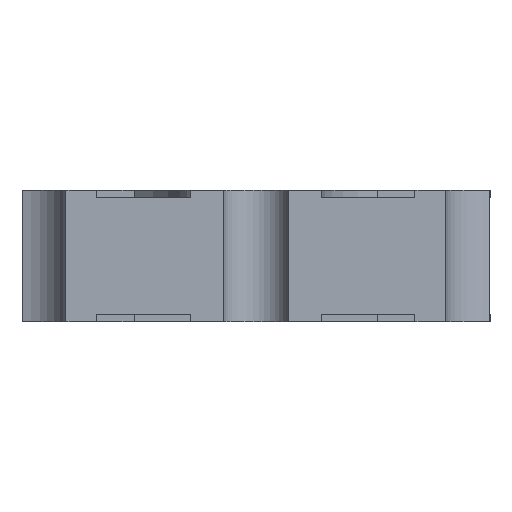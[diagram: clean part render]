
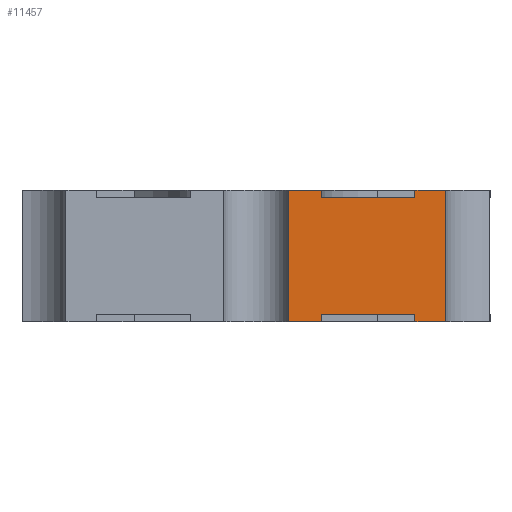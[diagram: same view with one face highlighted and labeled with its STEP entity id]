
A CAD part, left-side view. The second image highlights one B-rep face of the part: STEP entity #11457.
In plain terms, the highlighted planar face has unit normal (-1, 0, 0).
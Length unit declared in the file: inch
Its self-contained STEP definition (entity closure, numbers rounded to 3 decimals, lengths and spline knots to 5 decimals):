
#8 = CARTESIAN_POINT ( 'NONE',  ( -0.1, -0.0086, 0.07884 ) ) ;
#56 = ORIENTED_EDGE ( 'NONE', *, *, #2195, .T. ) ;
#132 = LINE ( 'NONE', #12616, #7515 ) ;
#267 = EDGE_CURVE ( 'NONE', #12108, #4582, #11543, .T. ) ;
#307 = ORIENTED_EDGE ( 'NONE', *, *, #8906, .T. ) ;
#588 = LINE ( 'NONE', #10878, #14406 ) ;
#665 = EDGE_CURVE ( 'NONE', #1588, #7380, #11381, .T. ) ;
#872 = DIRECTION ( 'NONE',  ( 0., -1., 0. ) ) ;
#957 = VECTOR ( 'NONE', #872, 39.37008 ) ;
#1393 = LINE ( 'NONE', #9547, #14592 ) ;
#1588 = VERTEX_POINT ( 'NONE', #12591 ) ;
#1977 = VERTEX_POINT ( 'NONE', #6746 ) ;
#2070 = CARTESIAN_POINT ( 'NONE',  ( -0.1, -0.0086, 0.035 ) ) ;
#2156 = DIRECTION ( 'NONE',  ( 0., 0., -1. ) ) ;
#2195 = EDGE_CURVE ( 'NONE', #4582, #8149, #3940, .T. ) ;
#2266 = CARTESIAN_POINT ( 'NONE',  ( -0.1, -0.04245, 0.002 ) ) ;
#2545 = ORIENTED_EDGE ( 'NONE', *, *, #665, .T. ) ;
#3134 = VERTEX_POINT ( 'NONE', #7948 ) ;
#3159 = DIRECTION ( 'NONE',  ( 0., 0., 1. ) ) ;
#3170 = DIRECTION ( 'NONE',  ( 0., 0., -1. ) ) ;
#3218 = CARTESIAN_POINT ( 'NONE',  ( -0.1, 0., 0.033 ) ) ;
#3467 = VECTOR ( 'NONE', #9249, 39.37008 ) ;
#3479 = DIRECTION ( 'NONE',  ( 0., 0., -1. ) ) ;
#3605 = ORIENTED_EDGE ( 'NONE', *, *, #7632, .T. ) ;
#3752 = CARTESIAN_POINT ( 'NONE',  ( -0.1, 0., 0. ) ) ;
#3820 = DIRECTION ( 'NONE',  ( 0., 1., 0. ) ) ;
#3940 = LINE ( 'NONE', #8555, #10003 ) ;
#4018 = EDGE_CURVE ( 'NONE', #3134, #1588, #132, .T. ) ;
#4057 = DIRECTION ( 'NONE',  ( 0., -1., 0. ) ) ;
#4180 = ORIENTED_EDGE ( 'NONE', *, *, #7334, .T. ) ;
#4273 = PLANE ( 'NONE',  #10096 ) ;
#4300 = VERTEX_POINT ( 'NONE', #5342 ) ;
#4302 = LINE ( 'NONE', #2266, #12956 ) ;
#4347 = FACE_OUTER_BOUND ( 'NONE', #13039, .T. ) ;
#4582 = VERTEX_POINT ( 'NONE', #7066 ) ;
#4589 = DIRECTION ( 'NONE',  ( 0., 0., 1. ) ) ;
#4884 = LINE ( 'NONE', #3752, #11828 ) ;
#5304 = VERTEX_POINT ( 'NONE', #12149 ) ;
#5342 = CARTESIAN_POINT ( 'NONE',  ( -0.1, -0.01745, 0.035 ) ) ;
#5547 = CARTESIAN_POINT ( 'NONE',  ( -0.1, -0.01745, 0.002 ) ) ;
#5997 = DIRECTION ( 'NONE',  ( 0., 0., -1. ) ) ;
#6503 = ORIENTED_EDGE ( 'NONE', *, *, #10275, .F. ) ;
#6566 = CARTESIAN_POINT ( 'NONE',  ( -0.1, -0.04245, 0.035 ) ) ;
#6746 = CARTESIAN_POINT ( 'NONE',  ( -0.1, -0.04245, 0.002 ) ) ;
#6843 = CARTESIAN_POINT ( 'NONE',  ( -0.1, 0., 0. ) ) ;
#7066 = CARTESIAN_POINT ( 'NONE',  ( -0.1, -0.01745, 0. ) ) ;
#7334 = EDGE_CURVE ( 'NONE', #1977, #5304, #4302, .T. ) ;
#7380 = VERTEX_POINT ( 'NONE', #13609 ) ;
#7515 = VECTOR ( 'NONE', #4589, 39.37008 ) ;
#7632 = EDGE_CURVE ( 'NONE', #8149, #1977, #588, .T. ) ;
#7708 = ORIENTED_EDGE ( 'NONE', *, *, #14461, .F. ) ;
#7874 = CARTESIAN_POINT ( 'NONE',  ( -0.1, -0.01745, 0.033 ) ) ;
#7948 = CARTESIAN_POINT ( 'NONE',  ( -0.1, -0.05067, 0. ) ) ;
#7965 = DIRECTION ( 'NONE',  ( 1., 0., 0. ) ) ;
#8133 = DIRECTION ( 'NONE',  ( 0., -1., 0. ) ) ;
#8149 = VERTEX_POINT ( 'NONE', #5547 ) ;
#8546 = EDGE_CURVE ( 'NONE', #11953, #12108, #10444, .T. ) ;
#8551 = VERTEX_POINT ( 'NONE', #13988 ) ;
#8555 = CARTESIAN_POINT ( 'NONE',  ( -0.1, -0.01745, 0.002 ) ) ;
#8906 = EDGE_CURVE ( 'NONE', #4300, #11953, #13058, .T. ) ;
#9249 = DIRECTION ( 'NONE',  ( 0., 1., 0. ) ) ;
#9547 = CARTESIAN_POINT ( 'NONE',  ( -0.1, -0.01745, 0.035 ) ) ;
#9679 = ORIENTED_EDGE ( 'NONE', *, *, #267, .T. ) ;
#9711 = ORIENTED_EDGE ( 'NONE', *, *, #10106, .T. ) ;
#9849 = EDGE_CURVE ( 'NONE', #8551, #7380, #13819, .T. ) ;
#10003 = VECTOR ( 'NONE', #13243, 39.37008 ) ;
#10096 = AXIS2_PLACEMENT_3D ( 'NONE', #3218, #7965, #2156 ) ;
#10106 = EDGE_CURVE ( 'NONE', #5304, #3134, #4884, .T. ) ;
#10275 = EDGE_CURVE ( 'NONE', #11935, #8551, #12290, .T. ) ;
#10390 = CARTESIAN_POINT ( 'NONE',  ( -0.1, 0., 0.035 ) ) ;
#10444 = LINE ( 'NONE', #8, #12500 ) ;
#10878 = CARTESIAN_POINT ( 'NONE',  ( -0.1, 0., 0.002 ) ) ;
#11237 = CARTESIAN_POINT ( 'NONE',  ( -0.1, 0., 0.033 ) ) ;
#11372 = ORIENTED_EDGE ( 'NONE', *, *, #4018, .T. ) ;
#11380 = VECTOR ( 'NONE', #3820, 39.37008 ) ;
#11381 = LINE ( 'NONE', #10390, #3467 ) ;
#11457 = ADVANCED_FACE ( 'NONE', ( #4347 ), #4273, .F. ) ;
#11492 = VECTOR ( 'NONE', #12598, 39.37008 ) ;
#11543 = LINE ( 'NONE', #6843, #11492 ) ;
#11819 = CARTESIAN_POINT ( 'NONE',  ( -0.1, -0.0086, 0. ) ) ;
#11828 = VECTOR ( 'NONE', #8133, 39.37008 ) ;
#11935 = VERTEX_POINT ( 'NONE', #7874 ) ;
#11953 = VERTEX_POINT ( 'NONE', #2070 ) ;
#12108 = VERTEX_POINT ( 'NONE', #11819 ) ;
#12149 = CARTESIAN_POINT ( 'NONE',  ( -0.1, -0.04245, 0. ) ) ;
#12290 = LINE ( 'NONE', #11237, #957 ) ;
#12500 = VECTOR ( 'NONE', #3479, 39.37008 ) ;
#12591 = CARTESIAN_POINT ( 'NONE',  ( -0.1, -0.05067, 0.035 ) ) ;
#12598 = DIRECTION ( 'NONE',  ( 0., -1., 0. ) ) ;
#12616 = CARTESIAN_POINT ( 'NONE',  ( -0.1, -0.05067, 0.07884 ) ) ;
#12838 = VECTOR ( 'NONE', #3159, 39.37008 ) ;
#12850 = ORIENTED_EDGE ( 'NONE', *, *, #8546, .T. ) ;
#12956 = VECTOR ( 'NONE', #3170, 39.37008 ) ;
#13039 = EDGE_LOOP ( 'NONE', ( #56, #3605, #4180, #9711, #11372, #2545, #13097, #6503, #7708, #307, #12850, #9679 ) ) ;
#13058 = LINE ( 'NONE', #13274, #11380 ) ;
#13097 = ORIENTED_EDGE ( 'NONE', *, *, #9849, .F. ) ;
#13243 = DIRECTION ( 'NONE',  ( 0., 0., 1. ) ) ;
#13274 = CARTESIAN_POINT ( 'NONE',  ( -0.1, 0., 0.035 ) ) ;
#13609 = CARTESIAN_POINT ( 'NONE',  ( -0.1, -0.04245, 0.035 ) ) ;
#13819 = LINE ( 'NONE', #6566, #12838 ) ;
#13988 = CARTESIAN_POINT ( 'NONE',  ( -0.1, -0.04245, 0.033 ) ) ;
#14406 = VECTOR ( 'NONE', #4057, 39.37008 ) ;
#14461 = EDGE_CURVE ( 'NONE', #4300, #11935, #1393, .T. ) ;
#14592 = VECTOR ( 'NONE', #5997, 39.37008 ) ;
